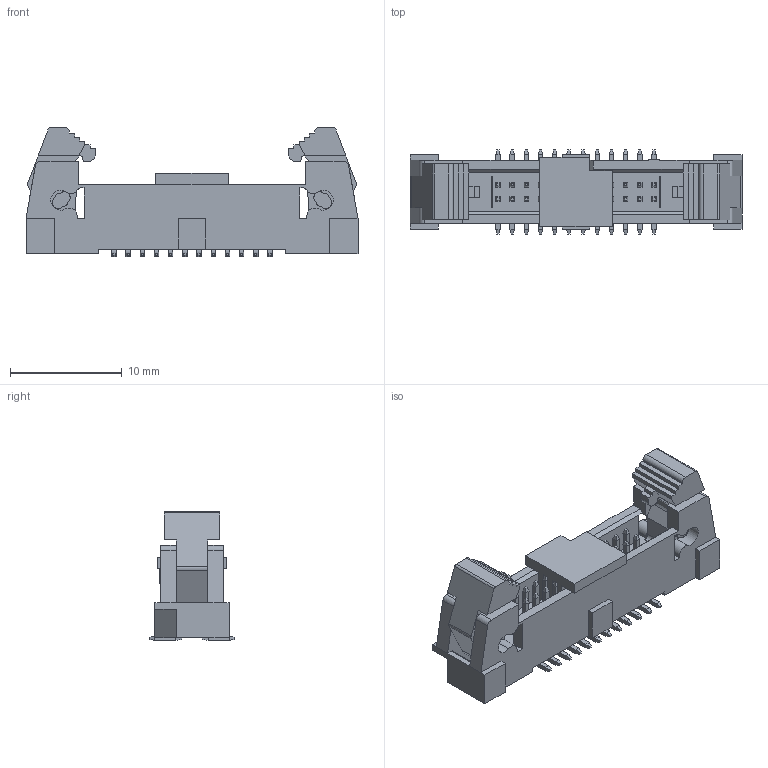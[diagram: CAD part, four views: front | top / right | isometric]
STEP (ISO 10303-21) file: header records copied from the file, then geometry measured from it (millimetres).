
FILE_DESCRIPTION( ('This file contains a STEP AP42 implementation' ,'as created by ZW3D STEP Interface translator.') ,'2;1' );
FILE_NAME( '3231-XXMXXBSX1.stp' ,'231124.162842', (''), ('ZWCAD Software Co.'), 'Version 1.0', 'ZW3D to STEP translator', '' );
FILE_SCHEMA(('AUTOMOTIVE_DESIGN { 1 0 10303 214 1 1 1 1 }'));
Length unit declared in the file: millimetre
Products named in the file (1): 0
Bounding box: 29.72 x 7.52 x 11.55 mm (x, y, z)
Volume: 958.1 mm3; surface area: 1836.3 mm2
Topology: 2 solids, 2 shells, 972 faces, 2316 edges, 1396 vertices
Faces by surface type: plane 851, cylinder 114, torus 4, bspline 3
Entity records: 28205 total; most frequent: CARTESIAN_POINT 4766, ORIENTED_EDGE 4632, DIRECTION 4512, EDGE_CURVE 2316, VECTOR 2036, LINE 2036, VERTEX_POINT 1396, AXIS2_PLACEMENT_3D 1238
